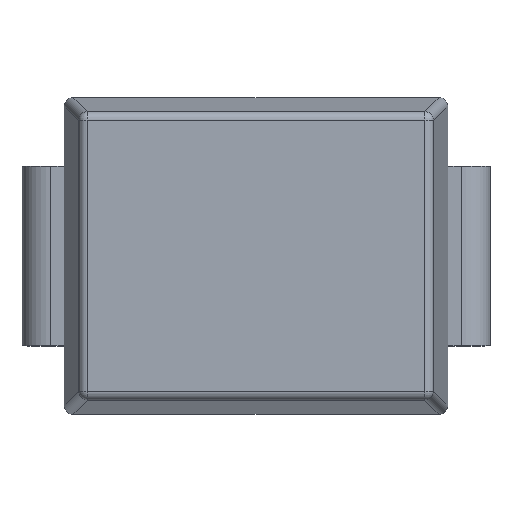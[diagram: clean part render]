
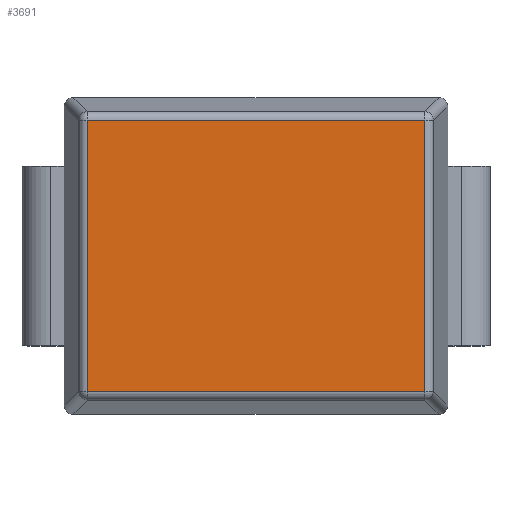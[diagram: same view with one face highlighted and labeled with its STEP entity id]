
A CAD part, top view. The second image highlights one B-rep face of the part: STEP entity #3691.
In plain terms, the highlighted planar face has unit normal (0, 0, 1).
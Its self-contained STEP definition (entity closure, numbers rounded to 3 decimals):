
#325 = CARTESIAN_POINT ( 'NONE',  ( 1.926, -1.546, 1.02 ) ) ;
#471 = DIRECTION ( 'NONE',  ( -1., 0., 0. ) ) ;
#850 = LINE ( 'NONE', #5523, #2640 ) ;
#1049 = CARTESIAN_POINT ( 'NONE',  ( 0., 1.546, 1.02 ) ) ;
#1061 = CARTESIAN_POINT ( 'NONE',  ( 1.926, 0., 1.02 ) ) ;
#1102 = VECTOR ( 'NONE', #4376, 1000. ) ;
#1473 = ORIENTED_EDGE ( 'NONE', *, *, #2557, .T. ) ;
#1811 = CARTESIAN_POINT ( 'NONE',  ( -1.926, 0., 1.02 ) ) ;
#1839 = AXIS2_PLACEMENT_3D ( 'NONE', #2194, #5491, #5005 ) ;
#1860 = EDGE_CURVE ( 'NONE', #3386, #5867, #4344, .T. ) ;
#1888 = CARTESIAN_POINT ( 'NONE',  ( 1.926, 1.546, 1.02 ) ) ;
#1986 = LINE ( 'NONE', #1049, #3856 ) ;
#2087 = EDGE_LOOP ( 'NONE', ( #3193, #2716, #2786, #1473 ) ) ;
#2194 = CARTESIAN_POINT ( 'NONE',  ( 0., 0., 1.02 ) ) ;
#2557 = EDGE_CURVE ( 'NONE', #3286, #4803, #6161, .T. ) ;
#2640 = VECTOR ( 'NONE', #3125, 1000. ) ;
#2716 = ORIENTED_EDGE ( 'NONE', *, *, #1860, .T. ) ;
#2786 = ORIENTED_EDGE ( 'NONE', *, *, #4882, .T. ) ;
#3125 = DIRECTION ( 'NONE',  ( 1., 0., 0. ) ) ;
#3189 = CARTESIAN_POINT ( 'NONE',  ( -1.926, -1.546, 1.02 ) ) ;
#3193 = ORIENTED_EDGE ( 'NONE', *, *, #3933, .T. ) ;
#3286 = VERTEX_POINT ( 'NONE', #3409 ) ;
#3386 = VERTEX_POINT ( 'NONE', #325 ) ;
#3409 = CARTESIAN_POINT ( 'NONE',  ( -1.926, 1.546, 1.02 ) ) ;
#3525 = PLANE ( 'NONE',  #1839 ) ;
#3691 = ADVANCED_FACE ( 'NONE', ( #4605 ), #3525, .F. ) ;
#3856 = VECTOR ( 'NONE', #471, 1000. ) ;
#3933 = EDGE_CURVE ( 'NONE', #4803, #3386, #850, .T. ) ;
#4344 = LINE ( 'NONE', #1061, #1102 ) ;
#4376 = DIRECTION ( 'NONE',  ( 0., 1., 0. ) ) ;
#4605 = FACE_OUTER_BOUND ( 'NONE', #2087, .T. ) ;
#4717 = VECTOR ( 'NONE', #5164, 1000. ) ;
#4803 = VERTEX_POINT ( 'NONE', #3189 ) ;
#4882 = EDGE_CURVE ( 'NONE', #5867, #3286, #1986, .T. ) ;
#5005 = DIRECTION ( 'NONE',  ( -1., 0., 0. ) ) ;
#5164 = DIRECTION ( 'NONE',  ( 0., -1., 0. ) ) ;
#5491 = DIRECTION ( 'NONE',  ( 0., 0., -1. ) ) ;
#5523 = CARTESIAN_POINT ( 'NONE',  ( 0., -1.546, 1.02 ) ) ;
#5867 = VERTEX_POINT ( 'NONE', #1888 ) ;
#6161 = LINE ( 'NONE', #1811, #4717 ) ;
